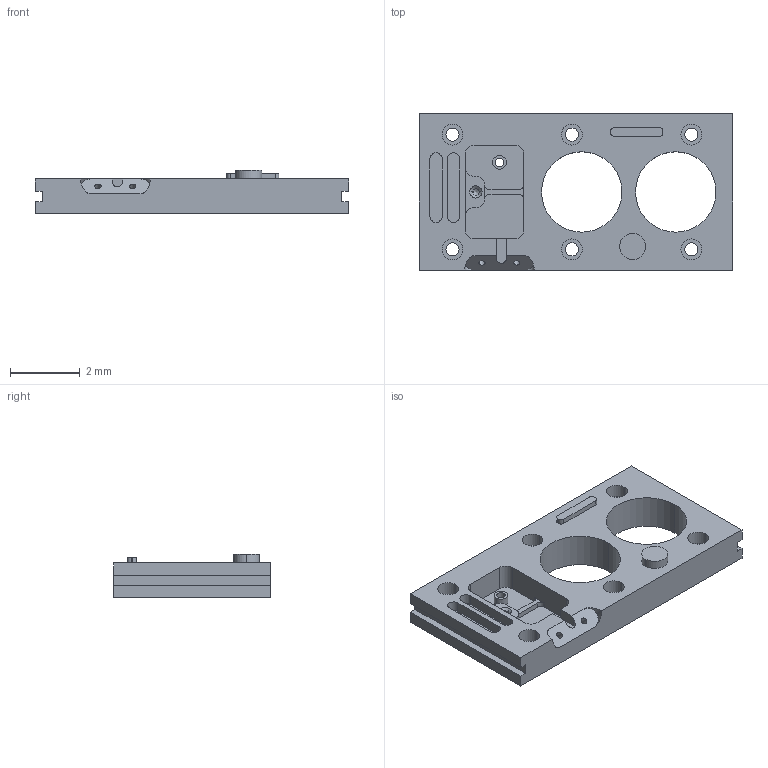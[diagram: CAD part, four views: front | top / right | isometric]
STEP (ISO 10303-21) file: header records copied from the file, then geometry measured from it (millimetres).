
FILE_DESCRIPTION(('produced by SPATIAL CORP'),'2;1');
FILE_NAME('team.hh.sat.stp', '2002-04-19T09:54:04+00:00',('SPATIAL CORP'),('SPATIAL CORP'), 'ACIS STEP Husk','http://www.spatial.com','SPATIAL CORP');
FILE_SCHEMA(('CONFIG_CONTROL_DESIGN'));
Length unit declared in the file: millimetre
Products named in the file (1): PRODUCT_ID_1
Bounding box: 9 x 4.5 x 1.25 mm (x, y, z)
Volume: 26.9 mm3; surface area: 128.3 mm2
Topology: 1 solids, 1 shells, 125 faces, 328 edges, 213 vertices
Faces by surface type: cylinder 66, plane 51, cone 8
Entity records: 3610 total; most frequent: ORIENTED_EDGE 644, CARTESIAN_POINT 587, DIRECTION 564, EDGE_CURVE 322, VERTEX_POINT 213, AXIS2_PLACEMENT_3D 190, VECTOR 184, LINE 184
